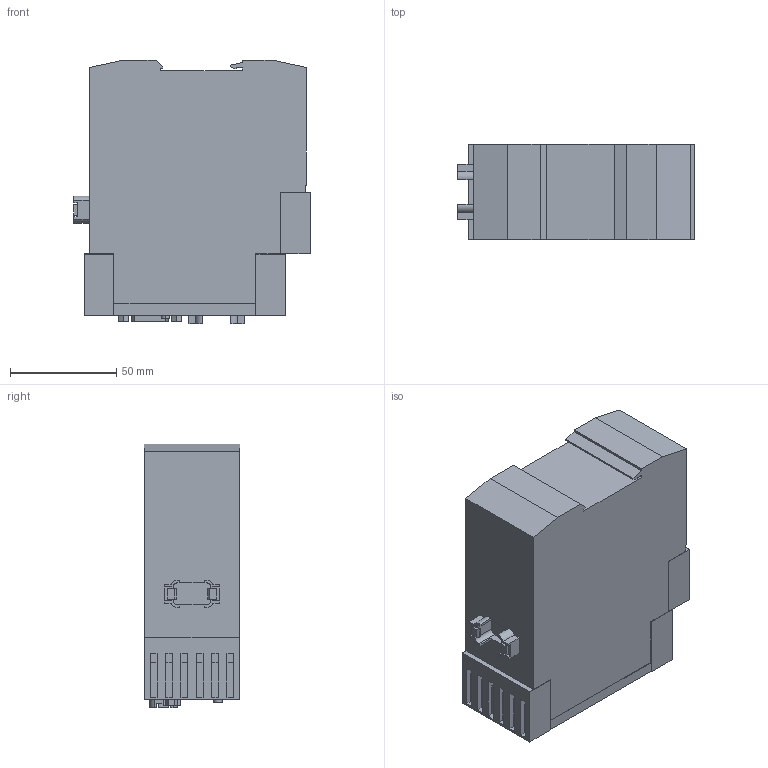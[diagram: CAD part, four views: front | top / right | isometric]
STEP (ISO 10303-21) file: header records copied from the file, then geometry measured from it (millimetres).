
FILE_DESCRIPTION (( 'STEP AP214' ), '1' );
FILE_NAME ('3UF7010-1_Bearb.STEP', '2007-02-05T10:57:27', ( 'Günter Reindl' ), ( 'Siemens and Partners' ), 'SwSTEP 2.0', 'SolidWorks 2007', '' );
FILE_SCHEMA (( 'AUTOMOTIVE_DESIGN' ));
Length unit declared in the file: millimetre
Products named in the file (1): 3UF7010-1_Bearb
Bounding box: 111.2 x 44.8 x 124 mm (x, y, z)
Volume: 522400.2 mm3; surface area: 52871.5 mm2
Topology: 1 solids, 1 shells, 575 faces, 1504 edges, 1002 vertices
Faces by surface type: plane 443, cylinder 78, bspline 54
Entity records: 25378 total; most frequent: CARTESIAN_POINT 6056, ORIENTED_EDGE 3008, DIRECTION 2604, EDGE_CURVE 1504, VECTOR 1232, LINE 1232, VERTEX_POINT 1002, AXIS2_PLACEMENT_3D 686
